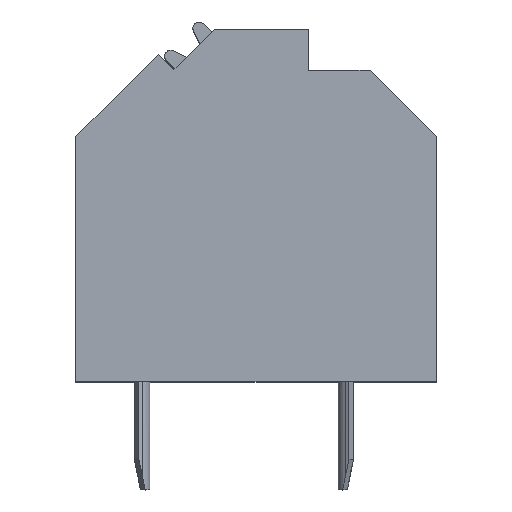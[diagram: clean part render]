
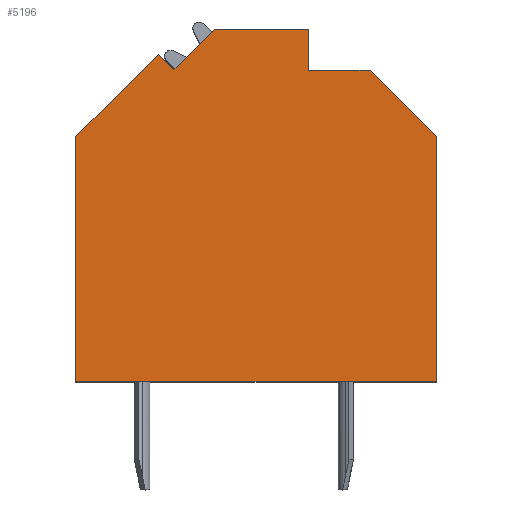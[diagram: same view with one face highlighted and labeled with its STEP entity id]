
A CAD part, top view. The second image highlights one B-rep face of the part: STEP entity #5196.
In plain terms, the highlighted planar face has unit normal (0, 0, 1).
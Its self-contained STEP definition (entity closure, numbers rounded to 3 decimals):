
#1585=DIRECTION('',(-0.707,-0.707,0.));
#1586=VECTOR('',#1585,1.897);
#1587=CARTESIAN_POINT('',(-1.39,5.718,14.835));
#1588=LINE('',#1587,#1586);
#1589=DIRECTION('',(-1.,0.,0.));
#1590=VECTOR('',#1589,3.14);
#1591=CARTESIAN_POINT('',(1.75,5.718,14.835));
#1592=LINE('',#1591,#1590);
#1593=DIRECTION('',(0.,1.,0.));
#1594=VECTOR('',#1593,1.368);
#1595=CARTESIAN_POINT('',(1.75,4.35,14.835));
#1596=LINE('',#1595,#1594);
#1597=DIRECTION('',(-1.,0.,0.));
#1598=VECTOR('',#1597,2.05);
#1599=CARTESIAN_POINT('',(3.8,4.35,14.835));
#1600=LINE('',#1599,#1598);
#1601=DIRECTION('',(-0.707,0.707,0.));
#1602=VECTOR('',#1601,3.111);
#1603=CARTESIAN_POINT('',(6.,2.15,14.835));
#1604=LINE('',#1603,#1602);
#1605=DIRECTION('',(0.,1.,0.));
#1606=VECTOR('',#1605,8.15);
#1607=CARTESIAN_POINT('',(6.,-6.,14.835));
#1608=LINE('',#1607,#1606);
#1609=DIRECTION('',(1.,0.,0.));
#1610=VECTOR('',#1609,12.);
#1611=CARTESIAN_POINT('',(-6.,-6.,14.835));
#1612=LINE('',#1611,#1610);
#1613=DIRECTION('',(0.,-1.,0.));
#1614=VECTOR('',#1613,8.14);
#1615=CARTESIAN_POINT('',(-6.,2.14,14.835));
#1616=LINE('',#1615,#1614);
#1617=DIRECTION('',(-0.707,-0.707,0.));
#1618=VECTOR('',#1617,3.892);
#1619=CARTESIAN_POINT('',(-3.248,4.892,14.835));
#1620=LINE('',#1619,#1618);
#1621=DIRECTION('',(-0.707,0.707,0.));
#1622=VECTOR('',#1621,0.73);
#1623=CARTESIAN_POINT('',(-2.732,4.376,14.835));
#1624=LINE('',#1623,#1622);
#2445=CARTESIAN_POINT('',(-1.39,5.718,14.835));
#2446=CARTESIAN_POINT('',(-2.732,4.376,14.835));
#2447=VERTEX_POINT('',#2445);
#2448=VERTEX_POINT('',#2446);
#2449=CARTESIAN_POINT('',(-3.248,4.892,14.835));
#2450=VERTEX_POINT('',#2449);
#2451=CARTESIAN_POINT('',(-6.,2.14,14.835));
#2452=VERTEX_POINT('',#2451);
#2453=CARTESIAN_POINT('',(-6.,-6.,14.835));
#2454=VERTEX_POINT('',#2453);
#2455=CARTESIAN_POINT('',(6.,-6.,14.835));
#2456=VERTEX_POINT('',#2455);
#2457=CARTESIAN_POINT('',(6.,2.15,14.835));
#2458=VERTEX_POINT('',#2457);
#2459=CARTESIAN_POINT('',(3.8,4.35,14.835));
#2460=VERTEX_POINT('',#2459);
#2461=CARTESIAN_POINT('',(1.75,4.35,14.835));
#2462=VERTEX_POINT('',#2461);
#2463=CARTESIAN_POINT('',(1.75,5.718,14.835));
#2464=VERTEX_POINT('',#2463);
#5179=CARTESIAN_POINT('',(0.,0.,14.835));
#5180=DIRECTION('',(0.,0.,1.));
#5181=DIRECTION('',(1.,0.,0.));
#5182=AXIS2_PLACEMENT_3D('',#5179,#5180,#5181);
#5183=PLANE('',#5182);
#5184=ORIENTED_EDGE('',*,*,#3434,.F.);
#5185=ORIENTED_EDGE('',*,*,#4244,.F.);
#5186=ORIENTED_EDGE('',*,*,#4258,.F.);
#5187=ORIENTED_EDGE('',*,*,#4272,.F.);
#5188=ORIENTED_EDGE('',*,*,#4286,.F.);
#5189=ORIENTED_EDGE('',*,*,#4300,.F.);
#5190=ORIENTED_EDGE('',*,*,#4314,.F.);
#5191=ORIENTED_EDGE('',*,*,#4475,.F.);
#5192=ORIENTED_EDGE('',*,*,#4713,.F.);
#5193=ORIENTED_EDGE('',*,*,#3340,.F.);
#5194=EDGE_LOOP('',(#5184,#5185,#5186,#5187,#5188,#5189,#5190,#5191,#5192,
#5193));
#5195=FACE_OUTER_BOUND('',#5194,.F.);
#3340=EDGE_CURVE('',#2448,#2450,#1624,.T.);
#3434=EDGE_CURVE('',#2447,#2448,#1588,.T.);
#4244=EDGE_CURVE('',#2464,#2447,#1592,.T.);
#4258=EDGE_CURVE('',#2462,#2464,#1596,.T.);
#4272=EDGE_CURVE('',#2460,#2462,#1600,.T.);
#4286=EDGE_CURVE('',#2458,#2460,#1604,.T.);
#4300=EDGE_CURVE('',#2456,#2458,#1608,.T.);
#4314=EDGE_CURVE('',#2454,#2456,#1612,.T.);
#4475=EDGE_CURVE('',#2452,#2454,#1616,.T.);
#4713=EDGE_CURVE('',#2450,#2452,#1620,.T.);
#5196=ADVANCED_FACE('',(#5195),#5183,.T.);
